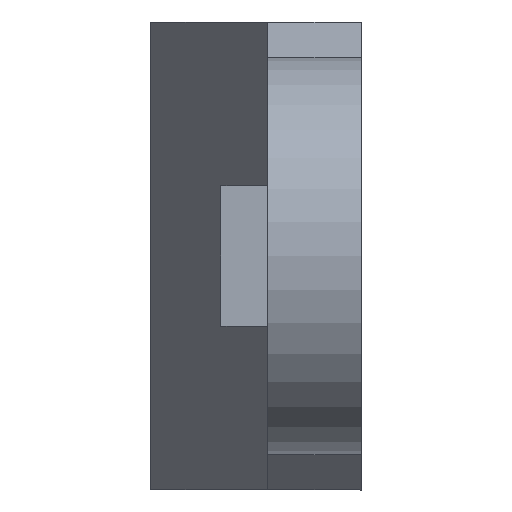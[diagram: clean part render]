
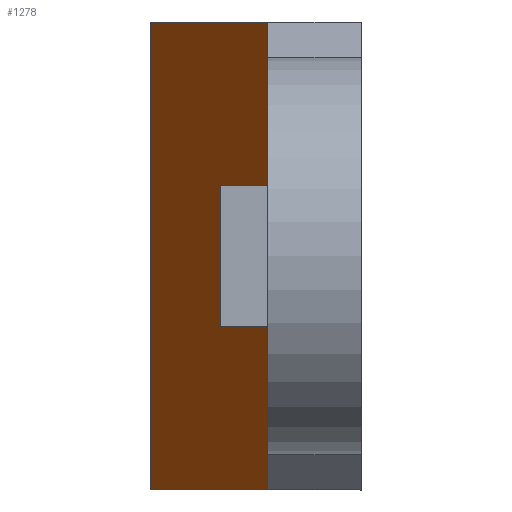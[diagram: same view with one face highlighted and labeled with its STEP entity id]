
A CAD part, left-side view. The second image highlights one B-rep face of the part: STEP entity #1278.
In plain terms, the highlighted planar face has unit normal (-0.581, 0.814, 0).
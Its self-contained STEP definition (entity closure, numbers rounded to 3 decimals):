
#685=ORIENTED_EDGE('',*,*,#918,.F.);
#686=ORIENTED_EDGE('',*,*,#916,.F.);
#687=ORIENTED_EDGE('',*,*,#876,.T.);
#688=ORIENTED_EDGE('',*,*,#897,.F.);
#726=VECTOR('',#988,1.);
#746=VECTOR('',#1014,1.);
#764=VECTOR('',#1046,1.);
#766=VECTOR('',#1050,1.);
#782=LINE('',#1100,#726);
#802=LINE('',#1141,#746);
#820=LINE('',#1179,#764);
#822=LINE('',#1182,#766);
#837=VERTEX_POINT('',#1096);
#839=VERTEX_POINT('',#1099);
#857=VERTEX_POINT('',#1139);
#867=VERTEX_POINT('',#1171);
#876=EDGE_CURVE('',#839,#837,#782,.T.);
#897=EDGE_CURVE('',#857,#837,#802,.T.);
#916=EDGE_CURVE('',#839,#867,#820,.T.);
#918=EDGE_CURVE('',#867,#857,#822,.T.);
#949=EDGE_LOOP('',(#685,#686,#687,#688));
#975=FACE_BOUND('',#949,.T.);
#988=DIRECTION('',(0.,0.,20.));
#1014=DIRECTION('',(-7.,-5.,0.));
#1046=DIRECTION('',(7.,5.,0.));
#1050=DIRECTION('',(0.,0.,20.));
#1059=DIRECTION('',(-0.581,0.814,0.));
#1060=DIRECTION('',(0.814,0.581,0.));
#1096=CARTESIAN_POINT('',(16.5,3.,20.));
#1099=CARTESIAN_POINT('',(16.5,3.,0.));
#1100=CARTESIAN_POINT('',(16.5,3.,0.));
#1139=CARTESIAN_POINT('',(23.5,8.,20.));
#1141=CARTESIAN_POINT('',(23.5,8.,20.));
#1171=CARTESIAN_POINT('',(23.5,8.,0.));
#1179=CARTESIAN_POINT('',(16.5,3.,0.));
#1182=CARTESIAN_POINT('',(23.5,8.,0.));
#1188=CARTESIAN_POINT('',(16.5,3.,0.));
#1231=AXIS2_PLACEMENT_3D('',#1188,#1059,#1060);
#1255=PLANE('',#1231);
#1278=ADVANCED_FACE('',(#975),#1255,.T.);
